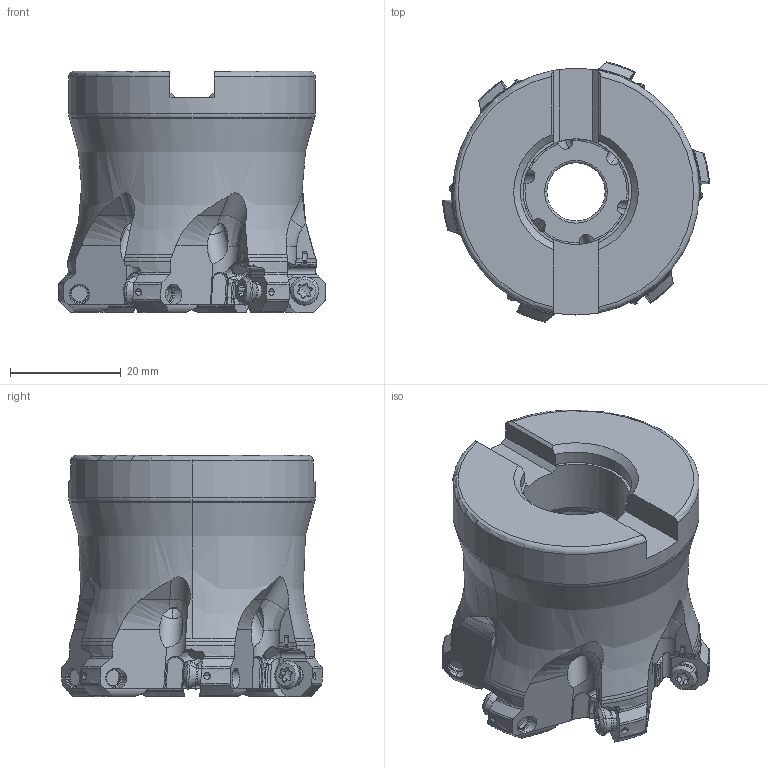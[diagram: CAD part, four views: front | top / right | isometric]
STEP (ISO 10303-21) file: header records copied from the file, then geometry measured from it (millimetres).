
FILE_DESCRIPTION(/* description */ (''),/* implementation_level */ '2;1');
FILE_NAME(/* name */ 'ARP5UPR0206AA.stp',/* time_stamp */ '2017-10-23T09:09:34+09:00',/* author */ (''),/* organization */ (''),/* preprocessor_version */ 'ST-DEVELOPER v16',/* originating_system */ 'SIEMENS PLM Software NX 10.0',/* authorisation */ '');
FILE_SCHEMA (('AUTOMOTIVE_DESIGN { 1 0 10303 214 3 1 1 1 }'));
Length unit declared in the file: millimetre
Products named in the file (1): ARP5UPR0206AA_ASM
Bounding box: 48.08 x 46.88 x 43.48 mm (x, y, z)
Volume: 43661.4 mm3; surface area: 13097 mm2
Topology: 7 solids, 7 shells, 813 faces, 2257 edges, 1459 vertices
Faces by surface type: cylinder 318, plane 191, torus 114, cone 94, sphere 42, extrusion 36, bspline 18
Entity records: 35824 total; most frequent: CARTESIAN_POINT 15630, ORIENTED_EDGE 4454, DIRECTION 3916, EDGE_CURVE 2227, AXIS2_PLACEMENT_3D 1607, VERTEX_POINT 1459, EDGE_LOOP 870, ADVANCED_FACE 813
